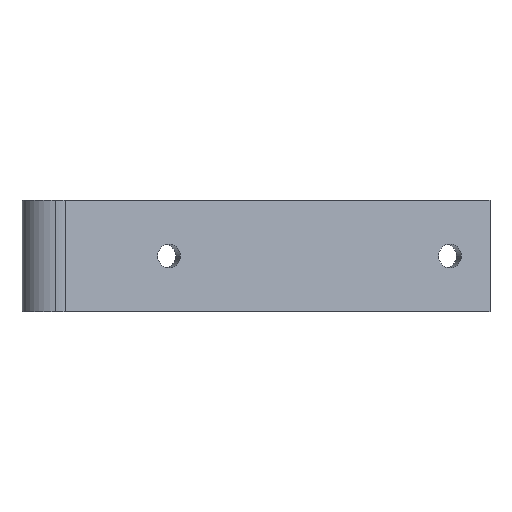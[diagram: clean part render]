
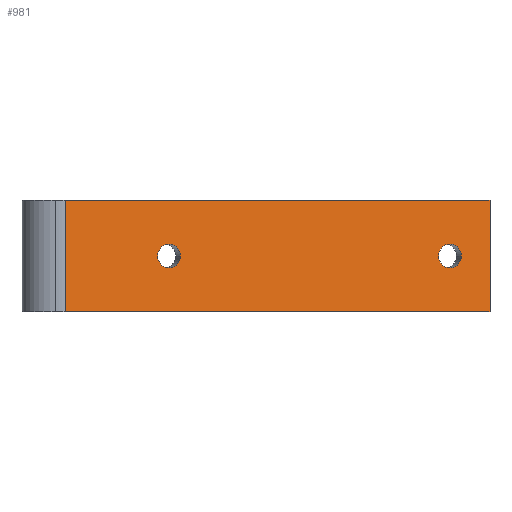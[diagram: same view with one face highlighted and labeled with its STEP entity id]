
A CAD part, left-side view. The second image highlights one B-rep face of the part: STEP entity #981.
In plain terms, the highlighted planar face has unit normal (-0.958, -0.286, 0).
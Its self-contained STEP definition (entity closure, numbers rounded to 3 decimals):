
#3 = VERTEX_POINT ( 'NONE', #1053 ) ;
#4 = CARTESIAN_POINT ( 'NONE',  ( -71.75, -52.697, 0. ) ) ;
#26 = CARTESIAN_POINT ( 'NONE',  ( -82.887, -15.436, 20. ) ) ;
#35 = CIRCLE ( 'NONE', #103, 4.25 ) ;
#63 = CARTESIAN_POINT ( 'NONE',  ( -87.5, 0., -20. ) ) ;
#68 = DIRECTION ( 'NONE',  ( 0.286, -0.958, 0. ) ) ;
#84 = DIRECTION ( 'NONE',  ( -0.958, -0.286, 0. ) ) ;
#90 = CARTESIAN_POINT ( 'NONE',  ( -71.75, -52.697, 0. ) ) ;
#91 = AXIS2_PLACEMENT_3D ( 'NONE', #979, #877, #638 ) ;
#94 = VERTEX_POINT ( 'NONE', #1044 ) ;
#103 = AXIS2_PLACEMENT_3D ( 'NONE', #135, #224, #671 ) ;
#107 = EDGE_CURVE ( 'NONE', #199, #337, #852, .T. ) ;
#118 = CARTESIAN_POINT ( 'NONE',  ( -82.887, -15.436, -20. ) ) ;
#135 = CARTESIAN_POINT ( 'NONE',  ( -41.683, -153.3, 0. ) ) ;
#164 = AXIS2_PLACEMENT_3D ( 'NONE', #90, #798, #789 ) ;
#171 = VECTOR ( 'NONE', #495, 1000. ) ;
#182 = CIRCLE ( 'NONE', #574, 4.25 ) ;
#191 = EDGE_CURVE ( 'NONE', #1013, #1034, #182, .T. ) ;
#199 = VERTEX_POINT ( 'NONE', #1058 ) ;
#224 = DIRECTION ( 'NONE',  ( -0.958, -0.286, 0. ) ) ;
#227 = ORIENTED_EDGE ( 'NONE', *, *, #1118, .F. ) ;
#235 = CIRCLE ( 'NONE', #164, 4.25 ) ;
#249 = VECTOR ( 'NONE', #404, 1000. ) ;
#267 = ORIENTED_EDGE ( 'NONE', *, *, #191, .F. ) ;
#271 = ORIENTED_EDGE ( 'NONE', *, *, #107, .F. ) ;
#298 = CARTESIAN_POINT ( 'NONE',  ( -40.466, -157.372, 0. ) ) ;
#300 = LINE ( 'NONE', #952, #378 ) ;
#333 = CARTESIAN_POINT ( 'NONE',  ( -70.533, -56.769, 0. ) ) ;
#337 = VERTEX_POINT ( 'NONE', #298 ) ;
#378 = VECTOR ( 'NONE', #426, 1000. ) ;
#387 = CARTESIAN_POINT ( 'NONE',  ( -82.887, -15.436, 20. ) ) ;
#404 = DIRECTION ( 'NONE',  ( 0., 0., -1. ) ) ;
#407 = VERTEX_POINT ( 'NONE', #118 ) ;
#426 = DIRECTION ( 'NONE',  ( 0.286, -0.958, 0. ) ) ;
#438 = EDGE_CURVE ( 'NONE', #1011, #407, #1107, .T. ) ;
#449 = EDGE_LOOP ( 'NONE', ( #227, #271 ) ) ;
#474 = EDGE_LOOP ( 'NONE', ( #535, #267 ) ) ;
#495 = DIRECTION ( 'NONE',  ( 0., 0., -1. ) ) ;
#535 = ORIENTED_EDGE ( 'NONE', *, *, #784, .F. ) ;
#552 = DIRECTION ( 'NONE',  ( -0.286, 0.958, 0. ) ) ;
#574 = AXIS2_PLACEMENT_3D ( 'NONE', #4, #84, #706 ) ;
#588 = AXIS2_PLACEMENT_3D ( 'NONE', #1082, #1072, #552 ) ;
#594 = LINE ( 'NONE', #63, #1108 ) ;
#615 = EDGE_CURVE ( 'NONE', #94, #3, #728, .T. ) ;
#638 = DIRECTION ( 'NONE',  ( 0.286, -0.958, 0. ) ) ;
#644 = FACE_BOUND ( 'NONE', #449, .T. ) ;
#671 = DIRECTION ( 'NONE',  ( 0.286, -0.958, 0. ) ) ;
#703 = EDGE_CURVE ( 'NONE', #407, #3, #594, .T. ) ;
#706 = DIRECTION ( 'NONE',  ( 0.286, -0.958, 0. ) ) ;
#728 = LINE ( 'NONE', #1018, #249 ) ;
#746 = EDGE_CURVE ( 'NONE', #1011, #94, #300, .T. ) ;
#762 = CARTESIAN_POINT ( 'NONE',  ( -72.967, -48.625, 0. ) ) ;
#782 = ORIENTED_EDGE ( 'NONE', *, *, #746, .F. ) ;
#784 = EDGE_CURVE ( 'NONE', #1034, #1013, #235, .T. ) ;
#789 = DIRECTION ( 'NONE',  ( 0.286, -0.958, 0. ) ) ;
#790 = FACE_BOUND ( 'NONE', #474, .T. ) ;
#798 = DIRECTION ( 'NONE',  ( -0.958, -0.286, 0. ) ) ;
#852 = CIRCLE ( 'NONE', #91, 4.25 ) ;
#857 = EDGE_LOOP ( 'NONE', ( #982, #967, #782, #975 ) ) ;
#877 = DIRECTION ( 'NONE',  ( -0.958, -0.286, 0. ) ) ;
#952 = CARTESIAN_POINT ( 'NONE',  ( -87.5, 0., 20. ) ) ;
#967 = ORIENTED_EDGE ( 'NONE', *, *, #615, .F. ) ;
#975 = ORIENTED_EDGE ( 'NONE', *, *, #438, .T. ) ;
#979 = CARTESIAN_POINT ( 'NONE',  ( -41.683, -153.3, 0. ) ) ;
#980 = PLANE ( 'NONE',  #588 ) ;
#981 = ADVANCED_FACE ( 'NONE', ( #644, #790, #1055 ), #980, .F. ) ;
#982 = ORIENTED_EDGE ( 'NONE', *, *, #703, .T. ) ;
#1011 = VERTEX_POINT ( 'NONE', #387 ) ;
#1013 = VERTEX_POINT ( 'NONE', #762 ) ;
#1018 = CARTESIAN_POINT ( 'NONE',  ( -37.387, -167.672, 20. ) ) ;
#1034 = VERTEX_POINT ( 'NONE', #333 ) ;
#1044 = CARTESIAN_POINT ( 'NONE',  ( -37.387, -167.672, 20. ) ) ;
#1053 = CARTESIAN_POINT ( 'NONE',  ( -37.387, -167.672, -20. ) ) ;
#1055 = FACE_OUTER_BOUND ( 'NONE', #857, .T. ) ;
#1058 = CARTESIAN_POINT ( 'NONE',  ( -42.9, -149.228, 0. ) ) ;
#1072 = DIRECTION ( 'NONE',  ( 0.958, 0.286, 0. ) ) ;
#1082 = CARTESIAN_POINT ( 'NONE',  ( -87.5, 0., 20. ) ) ;
#1107 = LINE ( 'NONE', #26, #171 ) ;
#1108 = VECTOR ( 'NONE', #68, 1000. ) ;
#1118 = EDGE_CURVE ( 'NONE', #337, #199, #35, .T. ) ;
